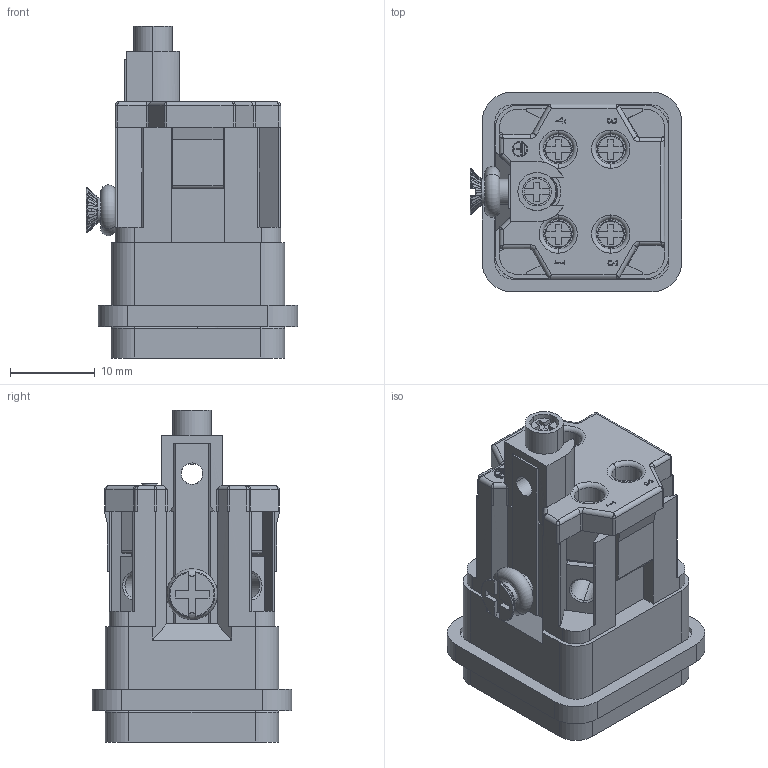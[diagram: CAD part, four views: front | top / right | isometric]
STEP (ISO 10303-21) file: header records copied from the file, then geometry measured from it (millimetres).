
FILE_DESCRIPTION((''),'2;1');
FILE_NAME('H4A-2_2','2019-10-21T',('zl.chen'),(''),'PRO/ENGINEER BY PARAMETRIC TECHNOLOGY CORPORATION, 2013430','PRO/ENGINEER BY PARAMETRIC TECHNOLOGY CORPORATION, 2013430','');
FILE_SCHEMA(('CONFIG_CONTROL_DESIGN','SHAPE_APPEARANCE_LAYERS_GROUPS'));
Products named in the file (1): H4A-2_2
Bounding box: 24.9 x 23.5 x 39.1 mm (x, y, z)
Volume: 6893.2 mm3; surface area: 9588.6 mm2
Topology: 5 solids, 7 shells, 996 faces, 2789 edges, 1817 vertices
Faces by surface type: plane 388, cylinder 285, bspline 152, extrusion 88, cone 50, torus 23, sphere 10
Entity records: 45843 total; most frequent: CARTESIAN_POINT 22021, ORIENTED_EDGE 5538, DIRECTION 3930, EDGE_CURVE 2769, VERTEX_POINT 1817, VECTOR 1492, LINE 1404, AXIS2_PLACEMENT_3D 1219
